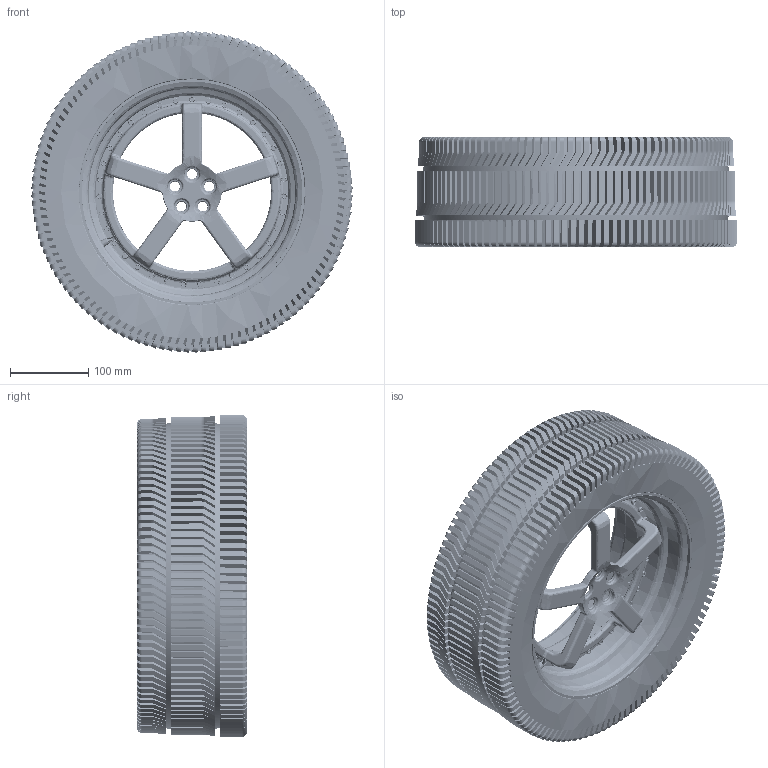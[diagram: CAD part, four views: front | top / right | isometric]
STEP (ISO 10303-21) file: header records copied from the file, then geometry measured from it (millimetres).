
FILE_DESCRIPTION(('FreeCAD Model'),'2;1');
FILE_NAME('Open CASCADE Shape Model','2025-05-04T08:27:55',('FreeCAD'),( 'FreeCAD'),'Open CASCADE STEP processor 7.6','FreeCAD','Unknown');
FILE_SCHEMA(('AUTOMOTIVE_DESIGN { 1 0 10303 214 1 1 1 1 }'));
Products named in the file (1): Open CASCADE STEP translator 7.6 1
Bounding box: 412.08 x 141.65 x 412.08 mm (x, y, z)
Surface area: 1302092.9 mm2 (no closed solid volume)
Topology: 0 solids, 6698 shells, 6698 faces, 37892 edges, 37255 vertices
Faces by surface type: bspline 6698
Entity records: 440494 total; most frequent: CARTESIAN_POINT 262619, ORIENTED_EDGE 37542, EDGE_CURVE 37542, VERTEX_POINT 37255, B_SPLINE_CURVE_WITH_KNOTS 27932, FACE_BOUND 7149, EDGE_LOOP 7149, SHELL_BASED_SURFACE_MODEL 6698
